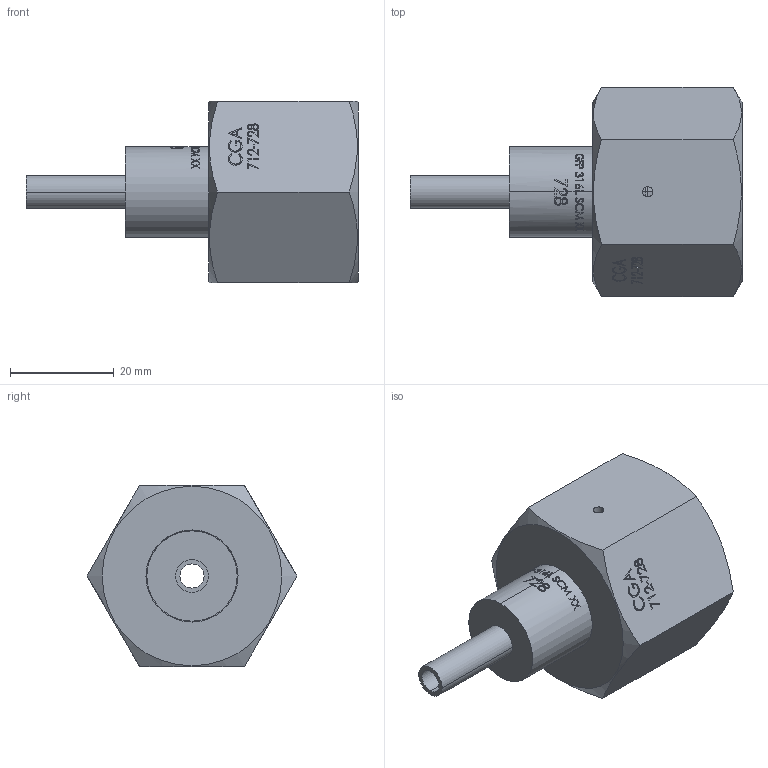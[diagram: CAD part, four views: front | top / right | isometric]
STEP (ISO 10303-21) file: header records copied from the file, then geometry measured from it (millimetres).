
FILE_DESCRIPTION (( 'STEP AP203' ), '1' );
FILE_NAME ('INL-728SS-4TS-N.STEP', '2025-09-11T18:01:07', ( '' ), ( '' ), 'SwSTEP 2.0', 'SolidWorks 2018', '' );
FILE_SCHEMA (( 'CONFIG_CONTROL_DESIGN' ));
Length unit declared in the file: inch
Products named in the file (6): ASY-000751; PRT-002742; PRT-001390; PRT-000030; PRT-001176; INL-728SS-4TS-N
Assembly tree (5 placements, depth 3):
  INL-728SS-4TS-N
    PRT-000030
    PRT-001390
    ASY-000751
      PRT-001176
      PRT-002742
Bounding box: 63.87 x 40.33 x 34.92 mm (x, y, z)
Volume: 27630.5 mm3; surface area: 13574.7 mm2
Topology: 4 solids, 4 shells, 285 faces, 915 edges, 680 vertices
Faces by surface type: plane 97, cylinder 80, bspline 52, cone 32, torus 24
Entity records: 18565 total; most frequent: CARTESIAN_POINT 10339, ORIENTED_EDGE 1830, DIRECTION 1230, EDGE_CURVE 915, VERTEX_POINT 680, AXIS2_PLACEMENT_3D 448, B_SPLINE_CURVE_WITH_KNOTS 375, EDGE_LOOP 337
